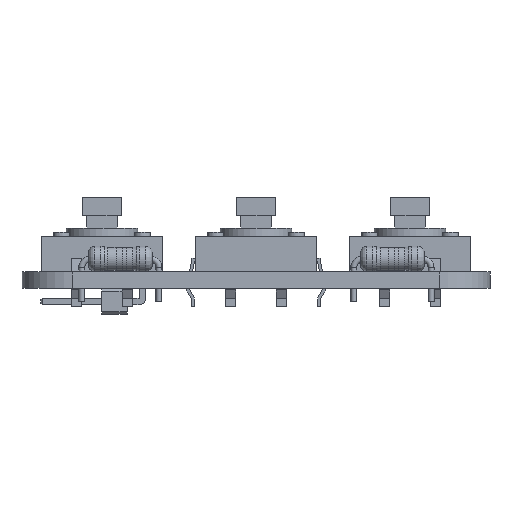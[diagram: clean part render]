
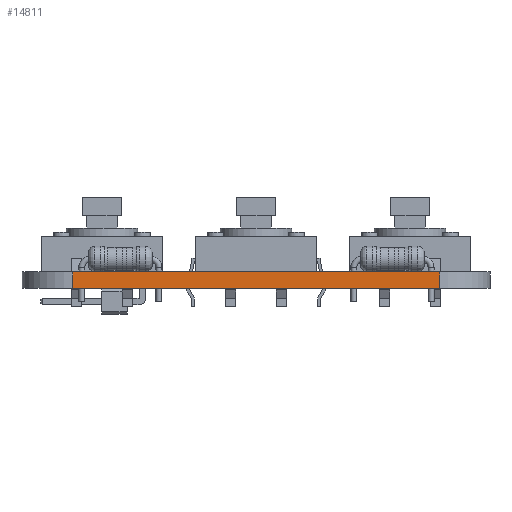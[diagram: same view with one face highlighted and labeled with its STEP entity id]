
A CAD part, left-side view. The second image highlights one B-rep face of the part: STEP entity #14811.
In plain terms, the highlighted planar face has unit normal (-1, 0, 0).
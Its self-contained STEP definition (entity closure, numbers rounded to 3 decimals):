
#11684 = PLANE('',#11685);
#11685 = AXIS2_PLACEMENT_3D('',#11686,#11687,#11688);
#11686 = CARTESIAN_POINT('',(124.192,-123.151,1.6));
#11687 = DIRECTION('',(0.,0.,1.));
#11688 = DIRECTION('',(1.,0.,-0.));
#11712 = CYLINDRICAL_SURFACE('',#11713,5.);
#11713 = AXIS2_PLACEMENT_3D('',#11714,#11715,#11716);
#11714 = CARTESIAN_POINT('',(105.,-105.,0.));
#11715 = DIRECTION('',(-0.,-0.,-1.));
#11716 = DIRECTION('',(1.,0.,-0.));
#11738 = PLANE('',#11739);
#11739 = AXIS2_PLACEMENT_3D('',#11740,#11741,#11742);
#11740 = CARTESIAN_POINT('',(124.192,-123.151,0.));
#11741 = DIRECTION('',(0.,0.,1.));
#11742 = DIRECTION('',(1.,0.,-0.));
#11833 = VERTEX_POINT('',#11834);
#11834 = CARTESIAN_POINT('',(100.,-105.,1.6));
#11856 = EDGE_CURVE('',#11857,#11833,#11859,.T.);
#11857 = VERTEX_POINT('',#11858);
#11858 = CARTESIAN_POINT('',(100.,-105.,0.));
#11859 = SURFACE_CURVE('',#11860,(#11864,#11871),.PCURVE_S1.);
#11860 = LINE('',#11861,#11862);
#11861 = CARTESIAN_POINT('',(100.,-105.,0.));
#11862 = VECTOR('',#11863,1.);
#11863 = DIRECTION('',(0.,0.,1.));
#11864 = PCURVE('',#11712,#11865);
#11865 = DEFINITIONAL_REPRESENTATION('',(#11866),#11870);
#11866 = LINE('',#11867,#11868);
#11867 = CARTESIAN_POINT('',(-3.142,0.));
#11868 = VECTOR('',#11869,1.);
#11869 = DIRECTION('',(-0.,-1.));
#11870 = ( GEOMETRIC_REPRESENTATION_CONTEXT(2) 
PARAMETRIC_REPRESENTATION_CONTEXT() REPRESENTATION_CONTEXT('2D SPACE',''
  ) );
#11871 = PCURVE('',#11872,#11877);
#11872 = PLANE('',#11873);
#11873 = AXIS2_PLACEMENT_3D('',#11874,#11875,#11876);
#11874 = CARTESIAN_POINT('',(100.,-105.,0.));
#11875 = DIRECTION('',(1.,0.,-0.));
#11876 = DIRECTION('',(0.,-1.,0.));
#11877 = DEFINITIONAL_REPRESENTATION('',(#11878),#11882);
#11878 = LINE('',#11879,#11880);
#11879 = CARTESIAN_POINT('',(0.,0.));
#11880 = VECTOR('',#11881,1.);
#11881 = DIRECTION('',(0.,-1.));
#11882 = ( GEOMETRIC_REPRESENTATION_CONTEXT(2) 
PARAMETRIC_REPRESENTATION_CONTEXT() REPRESENTATION_CONTEXT('2D SPACE',''
  ) );
#11911 = EDGE_CURVE('',#11857,#11912,#11914,.T.);
#11912 = VERTEX_POINT('',#11913);
#11913 = CARTESIAN_POINT('',(100.,-141.322,0.));
#11914 = SURFACE_CURVE('',#11915,(#11919,#11926),.PCURVE_S1.);
#11915 = LINE('',#11916,#11917);
#11916 = CARTESIAN_POINT('',(100.,-105.,0.));
#11917 = VECTOR('',#11918,1.);
#11918 = DIRECTION('',(0.,-1.,0.));
#11919 = PCURVE('',#11738,#11920);
#11920 = DEFINITIONAL_REPRESENTATION('',(#11921),#11925);
#11921 = LINE('',#11922,#11923);
#11922 = CARTESIAN_POINT('',(-24.192,18.151));
#11923 = VECTOR('',#11924,1.);
#11924 = DIRECTION('',(0.,-1.));
#11925 = ( GEOMETRIC_REPRESENTATION_CONTEXT(2) 
PARAMETRIC_REPRESENTATION_CONTEXT() REPRESENTATION_CONTEXT('2D SPACE',''
  ) );
#11926 = PCURVE('',#11872,#11927);
#11927 = DEFINITIONAL_REPRESENTATION('',(#11928),#11932);
#11928 = LINE('',#11929,#11930);
#11929 = CARTESIAN_POINT('',(0.,0.));
#11930 = VECTOR('',#11931,1.);
#11931 = DIRECTION('',(1.,0.));
#11932 = ( GEOMETRIC_REPRESENTATION_CONTEXT(2) 
PARAMETRIC_REPRESENTATION_CONTEXT() REPRESENTATION_CONTEXT('2D SPACE',''
  ) );
#11951 = CYLINDRICAL_SURFACE('',#11952,4.979);
#11952 = AXIS2_PLACEMENT_3D('',#11953,#11954,#11955);
#11953 = CARTESIAN_POINT('',(104.978,-141.321,0.));
#11954 = DIRECTION('',(-0.,-0.,-1.));
#11955 = DIRECTION('',(1.,0.,-0.));
#13473 = EDGE_CURVE('',#11833,#13474,#13476,.T.);
#13474 = VERTEX_POINT('',#13475);
#13475 = CARTESIAN_POINT('',(100.,-141.322,1.6));
#13476 = SURFACE_CURVE('',#13477,(#13481,#13488),.PCURVE_S1.);
#13477 = LINE('',#13478,#13479);
#13478 = CARTESIAN_POINT('',(100.,-105.,1.6));
#13479 = VECTOR('',#13480,1.);
#13480 = DIRECTION('',(0.,-1.,0.));
#13481 = PCURVE('',#11684,#13482);
#13482 = DEFINITIONAL_REPRESENTATION('',(#13483),#13487);
#13483 = LINE('',#13484,#13485);
#13484 = CARTESIAN_POINT('',(-24.192,18.151));
#13485 = VECTOR('',#13486,1.);
#13486 = DIRECTION('',(0.,-1.));
#13487 = ( GEOMETRIC_REPRESENTATION_CONTEXT(2) 
PARAMETRIC_REPRESENTATION_CONTEXT() REPRESENTATION_CONTEXT('2D SPACE',''
  ) );
#13488 = PCURVE('',#11872,#13489);
#13489 = DEFINITIONAL_REPRESENTATION('',(#13490),#13494);
#13490 = LINE('',#13491,#13492);
#13491 = CARTESIAN_POINT('',(0.,-1.6));
#13492 = VECTOR('',#13493,1.);
#13493 = DIRECTION('',(1.,0.));
#13494 = ( GEOMETRIC_REPRESENTATION_CONTEXT(2) 
PARAMETRIC_REPRESENTATION_CONTEXT() REPRESENTATION_CONTEXT('2D SPACE',''
  ) );
#14811 = ADVANCED_FACE('',(#14812),#11872,.F.);
#14812 = FACE_BOUND('',#14813,.F.);
#14813 = EDGE_LOOP('',(#14814,#14815,#14816,#14837));
#14814 = ORIENTED_EDGE('',*,*,#11856,.T.);
#14815 = ORIENTED_EDGE('',*,*,#13473,.T.);
#14816 = ORIENTED_EDGE('',*,*,#14817,.F.);
#14817 = EDGE_CURVE('',#11912,#13474,#14818,.T.);
#14818 = SURFACE_CURVE('',#14819,(#14823,#14830),.PCURVE_S1.);
#14819 = LINE('',#14820,#14821);
#14820 = CARTESIAN_POINT('',(100.,-141.322,0.));
#14821 = VECTOR('',#14822,1.);
#14822 = DIRECTION('',(0.,0.,1.));
#14823 = PCURVE('',#11872,#14824);
#14824 = DEFINITIONAL_REPRESENTATION('',(#14825),#14829);
#14825 = LINE('',#14826,#14827);
#14826 = CARTESIAN_POINT('',(36.322,0.));
#14827 = VECTOR('',#14828,1.);
#14828 = DIRECTION('',(0.,-1.));
#14829 = ( GEOMETRIC_REPRESENTATION_CONTEXT(2) 
PARAMETRIC_REPRESENTATION_CONTEXT() REPRESENTATION_CONTEXT('2D SPACE',''
  ) );
#14830 = PCURVE('',#11951,#14831);
#14831 = DEFINITIONAL_REPRESENTATION('',(#14832),#14836);
#14832 = LINE('',#14833,#14834);
#14833 = CARTESIAN_POINT('',(-3.142,0.));
#14834 = VECTOR('',#14835,1.);
#14835 = DIRECTION('',(-0.,-1.));
#14836 = ( GEOMETRIC_REPRESENTATION_CONTEXT(2) 
PARAMETRIC_REPRESENTATION_CONTEXT() REPRESENTATION_CONTEXT('2D SPACE',''
  ) );
#14837 = ORIENTED_EDGE('',*,*,#11911,.F.);
